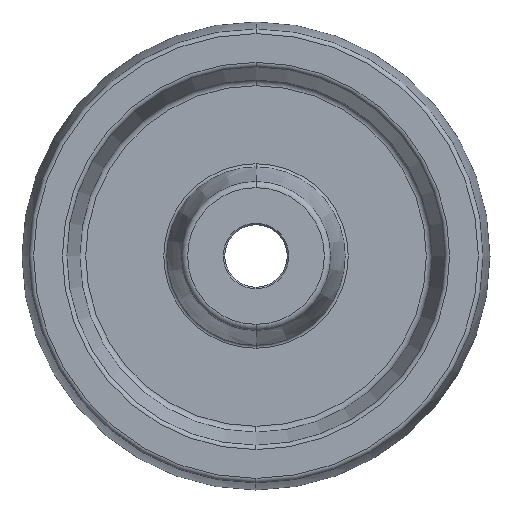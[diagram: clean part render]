
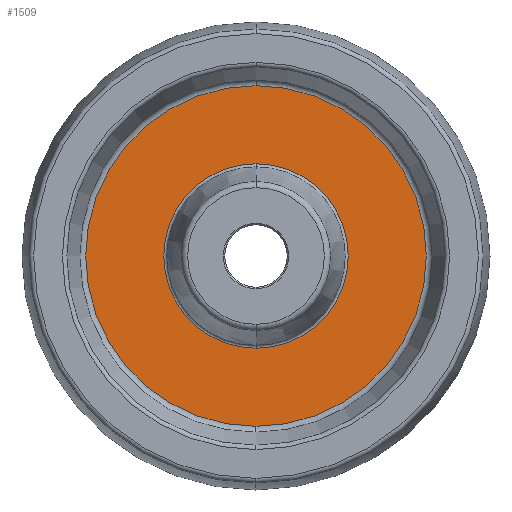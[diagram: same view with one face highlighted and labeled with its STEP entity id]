
A CAD part, left-side view. The second image highlights one B-rep face of the part: STEP entity #1509.
In plain terms, the highlighted planar face has unit normal (-1, 0, 0).
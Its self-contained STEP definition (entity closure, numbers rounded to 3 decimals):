
#35 = PLANE ( 'NONE',  #1489 ) ;
#62 = ORIENTED_EDGE ( 'NONE', *, *, #82, .T. ) ;
#82 = EDGE_CURVE ( 'NONE', #588, #436, #1041, .T. ) ;
#135 = EDGE_LOOP ( 'NONE', ( #401, #62 ) ) ;
#298 = FACE_OUTER_BOUND ( 'NONE', #492, .T. ) ;
#364 = DIRECTION ( 'NONE',  ( 0., 0., 1. ) ) ;
#383 = CARTESIAN_POINT ( 'NONE',  ( -7., 0., 0. ) ) ;
#401 = ORIENTED_EDGE ( 'NONE', *, *, #1794, .T. ) ;
#436 = VERTEX_POINT ( 'NONE', #1288 ) ;
#492 = EDGE_LOOP ( 'NONE', ( #1119, #1691 ) ) ;
#514 = DIRECTION ( 'NONE',  ( 1., 0., 0. ) ) ;
#555 = CARTESIAN_POINT ( 'NONE',  ( -7., 0., 0. ) ) ;
#570 = CIRCLE ( 'NONE', #1202, 29.547 ) ;
#571 = EDGE_CURVE ( 'NONE', #1603, #1386, #603, .T. ) ;
#588 = VERTEX_POINT ( 'NONE', #1765 ) ;
#603 = CIRCLE ( 'NONE', #867, 54.591 ) ;
#604 = CARTESIAN_POINT ( 'NONE',  ( -7., 0., 54.591 ) ) ;
#640 = FACE_BOUND ( 'NONE', #135, .T. ) ;
#766 = CARTESIAN_POINT ( 'NONE',  ( -7., 0., 0. ) ) ;
#768 = CARTESIAN_POINT ( 'NONE',  ( -7., 56., 0. ) ) ;
#801 = DIRECTION ( 'NONE',  ( 0., 0., 1. ) ) ;
#829 = DIRECTION ( 'NONE',  ( 0., 0., 1. ) ) ;
#867 = AXIS2_PLACEMENT_3D ( 'NONE', #766, #1624, #801 ) ;
#893 = DIRECTION ( 'NONE',  ( -1., 0., 0. ) ) ;
#1041 = CIRCLE ( 'NONE', #1321, 29.547 ) ;
#1099 = CARTESIAN_POINT ( 'NONE',  ( -7., 0., -54.591 ) ) ;
#1108 = DIRECTION ( 'NONE',  ( -1., 0., 0. ) ) ;
#1119 = ORIENTED_EDGE ( 'NONE', *, *, #1142, .T. ) ;
#1142 = EDGE_CURVE ( 'NONE', #1386, #1603, #1165, .T. ) ;
#1165 = CIRCLE ( 'NONE', #1287, 54.591 ) ;
#1194 = CARTESIAN_POINT ( 'NONE',  ( -7., 0., 0. ) ) ;
#1202 = AXIS2_PLACEMENT_3D ( 'NONE', #1194, #514, #364 ) ;
#1213 = DIRECTION ( 'NONE',  ( 1., 0., 0. ) ) ;
#1227 = DIRECTION ( 'NONE',  ( 0., 0., 1. ) ) ;
#1287 = AXIS2_PLACEMENT_3D ( 'NONE', #555, #1108, #829 ) ;
#1288 = CARTESIAN_POINT ( 'NONE',  ( -7., 0., 29.547 ) ) ;
#1321 = AXIS2_PLACEMENT_3D ( 'NONE', #383, #1213, #1227 ) ;
#1386 = VERTEX_POINT ( 'NONE', #604 ) ;
#1489 = AXIS2_PLACEMENT_3D ( 'NONE', #768, #893, #1778 ) ;
#1509 = ADVANCED_FACE ( 'NONE', ( #640, #298 ), #35, .T. ) ;
#1603 = VERTEX_POINT ( 'NONE', #1099 ) ;
#1624 = DIRECTION ( 'NONE',  ( -1., 0., 0. ) ) ;
#1691 = ORIENTED_EDGE ( 'NONE', *, *, #571, .T. ) ;
#1765 = CARTESIAN_POINT ( 'NONE',  ( -7., 0., -29.547 ) ) ;
#1778 = DIRECTION ( 'NONE',  ( 0., 0., 1. ) ) ;
#1794 = EDGE_CURVE ( 'NONE', #436, #588, #570, .T. ) ;
